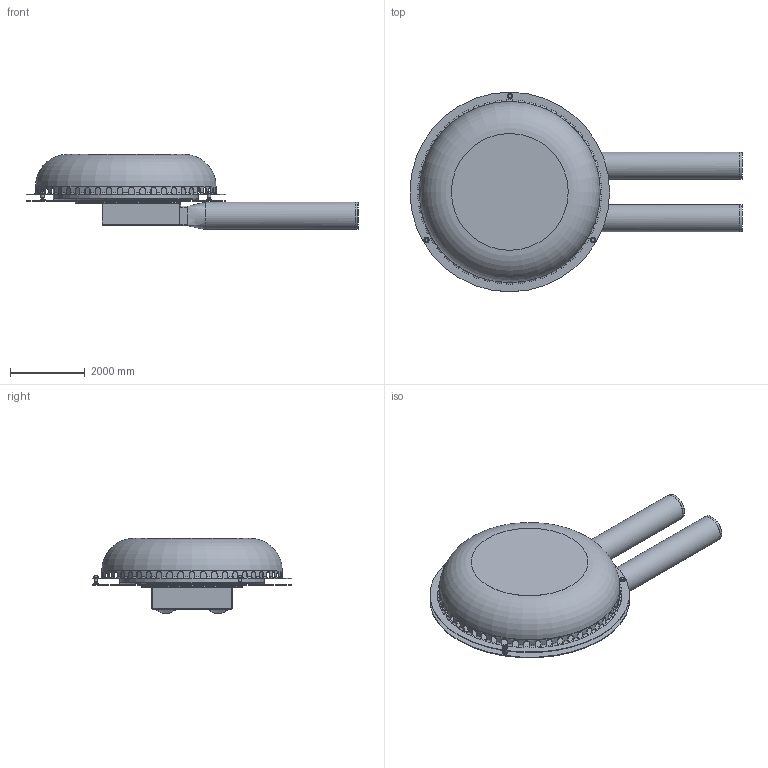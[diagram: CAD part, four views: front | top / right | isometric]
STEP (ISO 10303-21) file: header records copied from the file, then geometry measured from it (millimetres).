
FILE_DESCRIPTION(/* description */ (''),/* implementation_level */ '2;1');
FILE_NAME(/* name */ '13766.CC0X_3D.stp',/* time_stamp */ '2025-01-16T08:56:47+01:00',/* author */ ('c.rudolph'),/* organization */ (''),/* preprocessor_version */ 'ST-DEVELOPER v20',/* originating_system */ 'AutoCAD Mechanical',/* authorisation */ '');
FILE_SCHEMA (('AUTOMOTIVE_DESIGN { 1 0 10303 214 3 1 1 }'));
Length unit declared in the file: centimetre
Products named in the file (13): Product; *S0; 61752.070XB; *U7; *U6; 30070.000X; *U4; *U3; 19929.100XB; *U9; *U8; *U11; *U10
Assembly tree (26 placements, depth 4):
  Product
    *S0
    61752.070XB
      *U7
        *U6  x6
    30070.000X
      *U4
        *U3  x3
    19929.100XB
    *U9
      *U8  x6
    *U11
      *U10  x3
Bounding box: 8865 x 5330 x 2005 mm (x, y, z)
Volume: 2185805573.7 mm3; surface area: 241092059 mm2
Topology: 31 solids, 31 shells, 929 faces, 2537 edges, 1607 vertices
Faces by surface type: cone 344, plane 312, cylinder 134, torus 79, bspline 60
Full cylindrical faces by diameter (mm): 40 x3, 60 x6, 70 x12, 80 x21, 100 x3, 101.06 x6, 130 x3, 160 x24, 180 x6, 706 x2, 730 x2, 1220 x1, 1280 x1, 1300 x3, 2700 x2, 3840 x1, 3870 x1, 4790 x1, 4820 x1, 5330 x2
Entity records: 35174 total; most frequent: CARTESIAN_POINT 17975, ORIENTED_EDGE 3766, DIRECTION 3341, EDGE_CURVE 1883, AXIS2_PLACEMENT_3D 1265, VERTEX_POINT 1218, LINE 811, VECTOR 811
